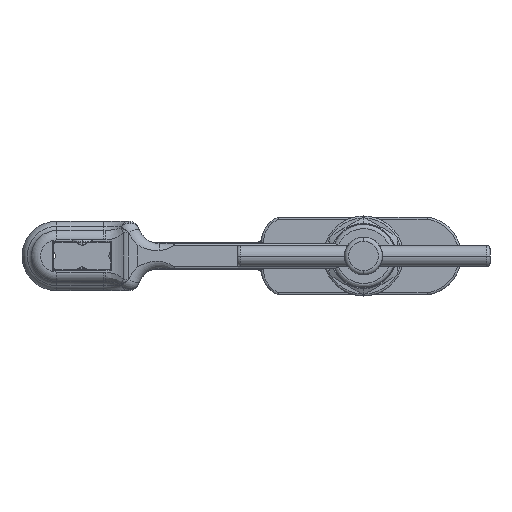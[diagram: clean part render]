
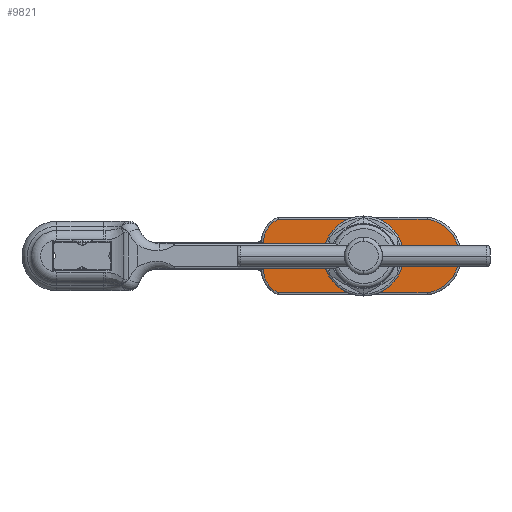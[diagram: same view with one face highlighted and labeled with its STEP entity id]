
A CAD part, front view. The second image highlights one B-rep face of the part: STEP entity #9821.
In plain terms, the highlighted planar face has unit normal (0, -1, 0).
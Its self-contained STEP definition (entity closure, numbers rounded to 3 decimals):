
#23 = AXIS2_PLACEMENT_3D ( 'NONE', #14948, #16209, #13698 ) ;
#163 = CIRCLE ( 'NONE', #23, 12.037 ) ;
#456 = EDGE_CURVE ( 'NONE', #7541, #4643, #1945, .T. ) ;
#479 = DIRECTION ( 'NONE',  ( 1., 0., 0. ) ) ;
#529 = CARTESIAN_POINT ( 'NONE',  ( 98.037, 689.5, -17.5 ) ) ;
#1123 = DIRECTION ( 'NONE',  ( -1., 0., 0. ) ) ;
#1227 = VERTEX_POINT ( 'NONE', #17290 ) ;
#1692 = ORIENTED_EDGE ( 'NONE', *, *, #456, .T. ) ;
#1737 = CIRCLE ( 'NONE', #2656, 17.674 ) ;
#1945 = LINE ( 'NONE', #10008, #3012 ) ;
#2579 = EDGE_CURVE ( 'NONE', #12875, #7541, #163, .T. ) ;
#2656 = AXIS2_PLACEMENT_3D ( 'NONE', #6278, #17284, #8971 ) ;
#3012 = VECTOR ( 'NONE', #10078, 1000. ) ;
#3248 = AXIS2_PLACEMENT_3D ( 'NONE', #15514, #14197, #3400 ) ;
#3400 = DIRECTION ( 'NONE',  ( 1., 0., 0. ) ) ;
#3641 = VERTEX_POINT ( 'NONE', #9374 ) ;
#3760 = CARTESIAN_POINT ( 'NONE',  ( 98.037, 689.5, 17.5 ) ) ;
#3893 = CARTESIAN_POINT ( 'NONE',  ( 86., 689.5, 6.498 ) ) ;
#3901 = DIRECTION ( 'NONE',  ( 0., -1., 0. ) ) ;
#4463 = CARTESIAN_POINT ( 'NONE',  ( 163.624, 689.5, -17.5 ) ) ;
#4643 = VERTEX_POINT ( 'NONE', #15870 ) ;
#4792 = LINE ( 'NONE', #3760, #12098 ) ;
#4835 = EDGE_CURVE ( 'NONE', #12031, #12875, #4792, .T. ) ;
#4967 = ORIENTED_EDGE ( 'NONE', *, *, #12095, .T. ) ;
#5788 = AXIS2_PLACEMENT_3D ( 'NONE', #17438, #12157, #10553 ) ;
#5814 = AXIS2_PLACEMENT_3D ( 'NONE', #17629, #3901, #7925 ) ;
#6268 = ORIENTED_EDGE ( 'NONE', *, *, #13918, .T. ) ;
#6278 = CARTESIAN_POINT ( 'NONE',  ( 161.148, 689.5, 0. ) ) ;
#6780 = VERTEX_POINT ( 'NONE', #4463 ) ;
#7001 = EDGE_CURVE ( 'NONE', #6780, #1227, #1737, .T. ) ;
#7541 = VERTEX_POINT ( 'NONE', #3893 ) ;
#7636 = CIRCLE ( 'NONE', #5788, 17.674 ) ;
#7750 = FACE_OUTER_BOUND ( 'NONE', #12114, .T. ) ;
#7862 = VECTOR ( 'NONE', #479, 1000. ) ;
#7925 = DIRECTION ( 'NONE',  ( 1., 0., 0. ) ) ;
#8720 = CARTESIAN_POINT ( 'NONE',  ( 93.284, 689.5, 17.5 ) ) ;
#8845 = EDGE_CURVE ( 'NONE', #1227, #12031, #7636, .T. ) ;
#8971 = DIRECTION ( 'NONE',  ( 1., 0., 0. ) ) ;
#9374 = CARTESIAN_POINT ( 'NONE',  ( 93.284, 689.5, -17.5 ) ) ;
#9821 = ADVANCED_FACE ( 'NONE', ( #7750 ), #16315, .T. ) ;
#9833 = ORIENTED_EDGE ( 'NONE', *, *, #7001, .T. ) ;
#10008 = CARTESIAN_POINT ( 'NONE',  ( 86., 689.5, -6.441 ) ) ;
#10078 = DIRECTION ( 'NONE',  ( 0., 0., -1. ) ) ;
#10553 = DIRECTION ( 'NONE',  ( 1., 0., 0. ) ) ;
#11483 = LINE ( 'NONE', #529, #7862 ) ;
#12031 = VERTEX_POINT ( 'NONE', #15385 ) ;
#12095 = EDGE_CURVE ( 'NONE', #4643, #3641, #15598, .T. ) ;
#12098 = VECTOR ( 'NONE', #1123, 1000. ) ;
#12114 = EDGE_LOOP ( 'NONE', ( #16049, #1692, #4967, #6268, #9833, #16479, #14601 ) ) ;
#12157 = DIRECTION ( 'NONE',  ( 0., -1., 0. ) ) ;
#12875 = VERTEX_POINT ( 'NONE', #8720 ) ;
#13698 = DIRECTION ( 'NONE',  ( 1., 0., 0. ) ) ;
#13918 = EDGE_CURVE ( 'NONE', #3641, #6780, #11483, .T. ) ;
#14197 = DIRECTION ( 'NONE',  ( 0., -1., 0. ) ) ;
#14601 = ORIENTED_EDGE ( 'NONE', *, *, #4835, .T. ) ;
#14948 = CARTESIAN_POINT ( 'NONE',  ( 98.037, 689.5, 6.441 ) ) ;
#15385 = CARTESIAN_POINT ( 'NONE',  ( 163.624, 689.5, 17.5 ) ) ;
#15514 = CARTESIAN_POINT ( 'NONE',  ( 98.037, 689.5, -6.441 ) ) ;
#15598 = CIRCLE ( 'NONE', #3248, 12.037 ) ;
#15870 = CARTESIAN_POINT ( 'NONE',  ( 86., 689.5, -6.498 ) ) ;
#16049 = ORIENTED_EDGE ( 'NONE', *, *, #2579, .T. ) ;
#16209 = DIRECTION ( 'NONE',  ( 0., -1., 0. ) ) ;
#16315 = PLANE ( 'NONE',  #5814 ) ;
#16479 = ORIENTED_EDGE ( 'NONE', *, *, #8845, .T. ) ;
#17284 = DIRECTION ( 'NONE',  ( 0., -1., 0. ) ) ;
#17290 = CARTESIAN_POINT ( 'NONE',  ( 178.823, 689.5, 0. ) ) ;
#17438 = CARTESIAN_POINT ( 'NONE',  ( 161.148, 689.5, 0. ) ) ;
#17629 = CARTESIAN_POINT ( 'NONE',  ( 98.037, 689.5, -6.441 ) ) ;
